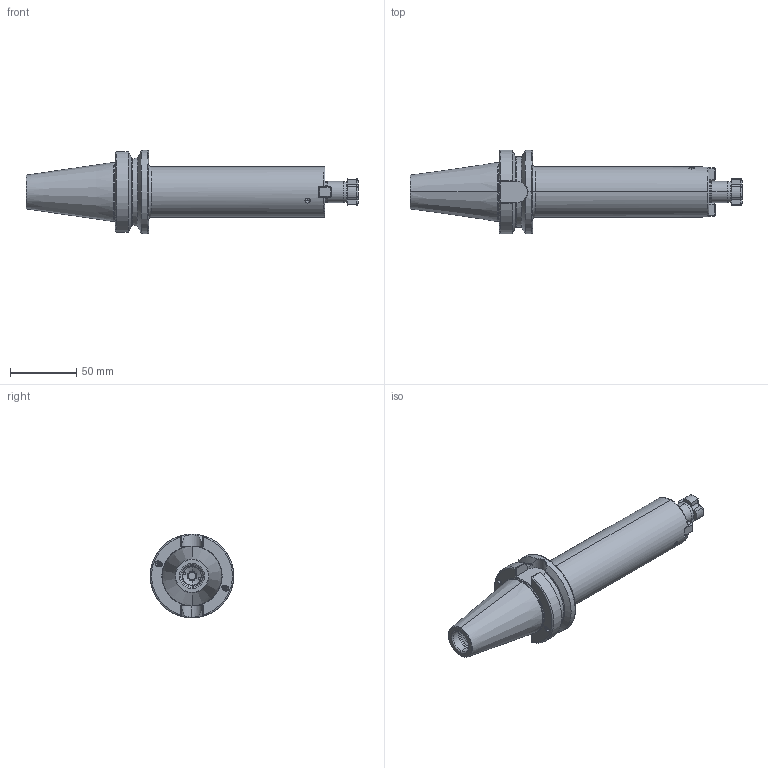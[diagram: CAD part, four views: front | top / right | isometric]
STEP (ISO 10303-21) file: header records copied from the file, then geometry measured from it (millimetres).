
FILE_DESCRIPTION (( 'STEP AP203' ), '1' );
FILE_NAME ('406.11.16.2.STEP', '2016-11-26T02:29:29', ( '' ), ( '' ), 'SwSTEP 2.0', 'SolidWorks 2012', '' );
FILE_SCHEMA (( 'CONFIG_CONTROL_DESIGN' ));
Length unit declared in the file: millimetre
Products named in the file (5): 406.11.16.2; 十字螺絲FMB16; 面銑刀墊塊16; 102.11.16_M3xP0.5-12L
Assembly tree (6 placements, depth 2):
  406.11.16.2
    406.11.16.2
    面銑刀墊塊16  x2
    102.11.16_M3xP0.5-12L  x2
    十字螺絲FMB16
Bounding box: 250.4 x 63 x 63 mm (x, y, z)
Volume: 261071.6 mm3; surface area: 50755.6 mm2
Topology: 6 solids, 6 shells, 627 faces, 1648 edges, 1032 vertices
Faces by surface type: cylinder 334, plane 151, torus 56, cone 53, bspline 33
Entity records: 31566 total; most frequent: CARTESIAN_POINT 19748, ORIENTED_EDGE 2712, DIRECTION 2040, EDGE_CURVE 1356, VERTEX_POINT 856, AXIS2_PLACEMENT_3D 768, EDGE_LOOP 534, FACE_OUTER_BOUND 513
